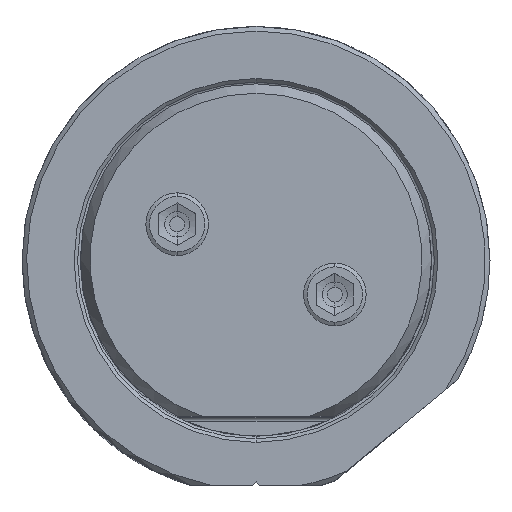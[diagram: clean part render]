
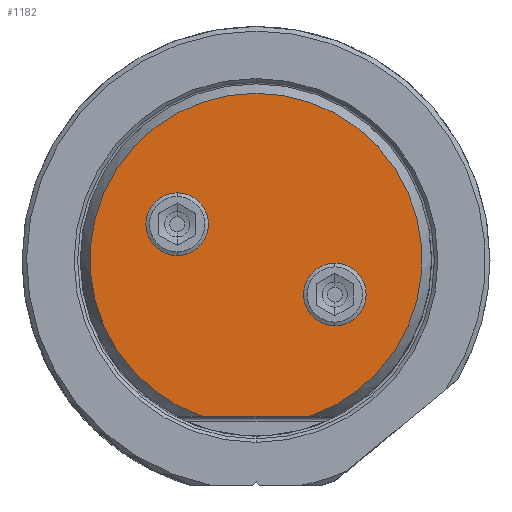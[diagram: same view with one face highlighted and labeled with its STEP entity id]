
A CAD part, top view. The second image highlights one B-rep face of the part: STEP entity #1182.
In plain terms, the highlighted planar face has unit normal (0, 0, 1).
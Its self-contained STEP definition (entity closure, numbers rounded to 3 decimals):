
#155=PLANE('',#6232);
#225=FACE_BOUND('',#1875,.T.);
#226=FACE_BOUND('',#1876,.T.);
#227=FACE_BOUND('',#1877,.T.);
#405=LINE('',#12088,#728);
#728=VECTOR('',#7404,1.);
#1182=ADVANCED_FACE('',(#225,#226,#227),#155,.T.);
#1875=EDGE_LOOP('',(#3098,#3099,#3100));
#1876=EDGE_LOOP('',(#3101,#3102));
#1877=EDGE_LOOP('',(#3103,#3104));
#3098=ORIENTED_EDGE('',*,*,#5058,.T.);
#3099=ORIENTED_EDGE('',*,*,#5061,.T.);
#3100=ORIENTED_EDGE('',*,*,#5059,.T.);
#3101=ORIENTED_EDGE('',*,*,#5064,.T.);
#3102=ORIENTED_EDGE('',*,*,#5065,.T.);
#3103=ORIENTED_EDGE('',*,*,#5066,.T.);
#3104=ORIENTED_EDGE('',*,*,#5067,.T.);
#4354=VERTEX_POINT('',#12078);
#4355=VERTEX_POINT('',#12080);
#4356=VERTEX_POINT('',#12082);
#4357=VERTEX_POINT('',#12095);
#4358=VERTEX_POINT('',#12096);
#4359=VERTEX_POINT('',#12099);
#4360=VERTEX_POINT('',#12100);
#5058=EDGE_CURVE('',#4355,#4354,#5588,.T.);
#5059=EDGE_CURVE('',#4356,#4355,#5589,.T.);
#5061=EDGE_CURVE('',#4354,#4356,#405,.T.);
#5064=EDGE_CURVE('',#4357,#4358,#5590,.T.);
#5065=EDGE_CURVE('',#4358,#4357,#5591,.T.);
#5066=EDGE_CURVE('',#4359,#4360,#5592,.T.);
#5067=EDGE_CURVE('',#4360,#4359,#5593,.T.);
#5588=CIRCLE('',#6222,18.022);
#5589=CIRCLE('',#6223,18.022);
#5590=CIRCLE('',#6228,3.4);
#5591=CIRCLE('',#6229,3.4);
#5592=CIRCLE('',#6230,3.4);
#5593=CIRCLE('',#6231,3.4);
#6222=AXIS2_PLACEMENT_3D('',#12079,#7398,#7399);
#6223=AXIS2_PLACEMENT_3D('',#12081,#7400,#7401);
#6228=AXIS2_PLACEMENT_3D('',#12094,#7413,#7414);
#6229=AXIS2_PLACEMENT_3D('',#12097,#7415,#7416);
#6230=AXIS2_PLACEMENT_3D('',#12098,#7417,#7418);
#6231=AXIS2_PLACEMENT_3D('',#12101,#7419,#7420);
#6232=AXIS2_PLACEMENT_3D('',#12102,#7421,#7422);
#7398=DIRECTION('',(0.,0.,1.));
#7399=DIRECTION('',(0.,1.,0.));
#7400=DIRECTION('',(0.,0.,1.));
#7401=DIRECTION('',(0.324,-0.946,0.));
#7404=DIRECTION('',(1.,0.,0.));
#7413=DIRECTION('',(0.,0.,-1.));
#7414=DIRECTION('',(1.,0.,0.));
#7415=DIRECTION('',(0.,0.,-1.));
#7416=DIRECTION('',(-1.,0.,0.));
#7417=DIRECTION('',(0.,0.,-1.));
#7418=DIRECTION('',(1.,0.,0.));
#7419=DIRECTION('',(0.,0.,-1.));
#7420=DIRECTION('',(-1.,0.,0.));
#7421=DIRECTION('',(0.,0.,1.));
#7422=DIRECTION('',(1.,0.,0.));
#12078=CARTESIAN_POINT('',(-5.839,-17.05,69.85));
#12079=CARTESIAN_POINT('',(0.,0.,69.85));
#12080=CARTESIAN_POINT('',(0.,18.022,69.85));
#12081=CARTESIAN_POINT('',(0.,0.,69.85));
#12082=CARTESIAN_POINT('',(5.839,-17.05,69.85));
#12088=CARTESIAN_POINT('',(-5.839,-17.05,69.85));
#12094=CARTESIAN_POINT('',(8.561,-3.814,69.85));
#12095=CARTESIAN_POINT('',(11.961,-3.814,69.85));
#12096=CARTESIAN_POINT('',(5.161,-3.814,69.85));
#12097=CARTESIAN_POINT('',(8.561,-3.814,69.85));
#12098=CARTESIAN_POINT('',(-8.561,3.814,69.85));
#12099=CARTESIAN_POINT('',(-5.161,3.814,69.85));
#12100=CARTESIAN_POINT('',(-11.961,3.814,69.85));
#12101=CARTESIAN_POINT('',(-8.561,3.814,69.85));
#12102=CARTESIAN_POINT('',(0.,0.487,69.85));
